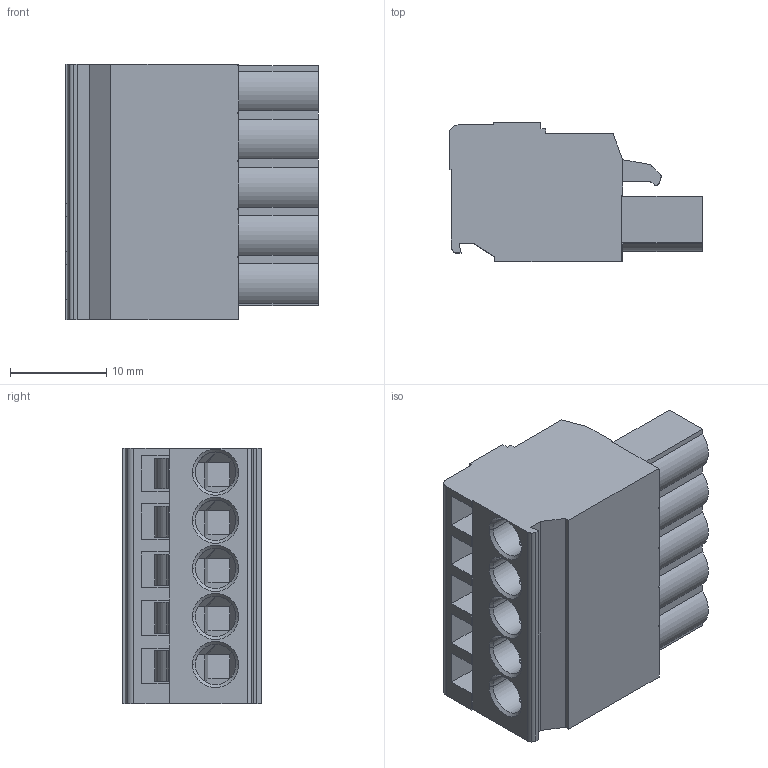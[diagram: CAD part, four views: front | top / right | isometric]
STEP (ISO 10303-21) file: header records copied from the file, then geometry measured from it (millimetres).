
FILE_DESCRIPTION((''),'2;1');
FILE_NAME('11415.1_PZB3950_5_50.stp');
FILE_SCHEMA(('CONFIG_CONTROL_DESIGN'));
Length unit declared in the file: millimetre
Products named in the file (2): AK3950_5; BASISTEIL
Assembly tree (1 placements, depth 2):
  AK3950_5
    BASISTEIL
Bounding box: 26.3 x 14.5 x 26.6 mm (x, y, z)
Volume: 6668.1 mm3; surface area: 3839.3 mm2
Topology: 1 solids, 1 shells, 348 faces, 907 edges, 573 vertices
Faces by surface type: plane 240, cylinder 78, cone 30
Entity records: 10667 total; most frequent: DIRECTION 1838, CARTESIAN_POINT 1830, ORIENTED_EDGE 1814, EDGE_CURVE 907, VECTOR 676, LINE 676, AXIS2_PLACEMENT_3D 581, VERTEX_POINT 573
